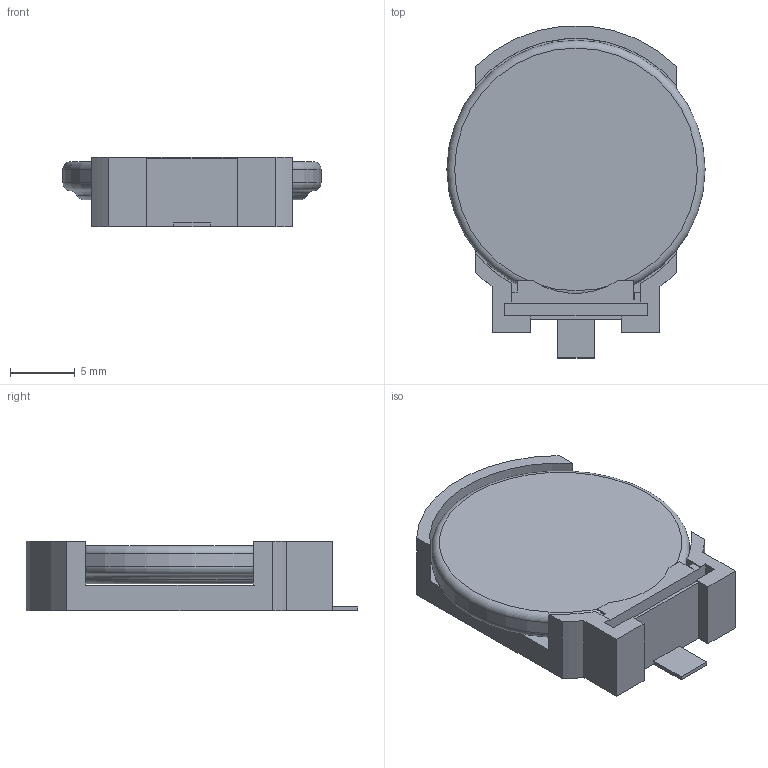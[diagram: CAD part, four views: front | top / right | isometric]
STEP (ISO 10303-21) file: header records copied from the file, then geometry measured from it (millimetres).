
FILE_DESCRIPTION(('STEP AP214'), '1');
FILE_NAME('CR2032', '', ('UNSPECIFIED'), ('UNSPECIFIED'), 'ASCON STEP Converter 1.3', 'ASCON Math Kernel', '');
FILE_SCHEMA(('AUTOMOTIVE_DESIGN { 1 0 10303 214 3 1 1}'));
Length unit declared in the file: millimetre
Bounding box: 20 x 25.71 x 5.4 mm (x, y, z)
Volume: 1676.3 mm3; surface area: 2023.9 mm2
Topology: 2 solids, 2 shells, 55 faces, 149 edges, 98 vertices
Faces by surface type: plane 42, cylinder 9, torus 4
Full cylindrical faces by diameter (mm): 20 x1
Entity records: 2173 total; most frequent: CARTESIAN_POINT 298, ORIENTED_EDGE 288, DIRECTION 278, EDGE_CURVE 144, LINE 122, VECTOR 122, VERTEX_POINT 98, AXIS2_PLACEMENT_3D 78
